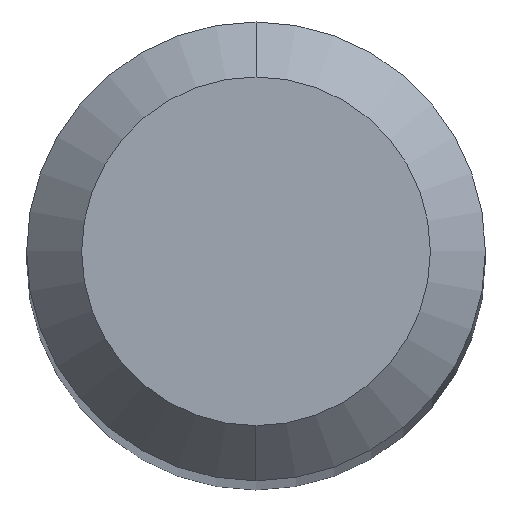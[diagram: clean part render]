
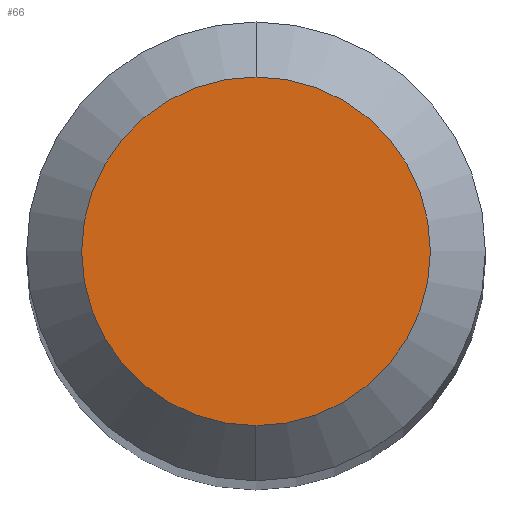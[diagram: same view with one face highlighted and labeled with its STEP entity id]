
A CAD part, top view. The second image highlights one B-rep face of the part: STEP entity #66.
In plain terms, the highlighted planar face has unit normal (0, 0, 1).
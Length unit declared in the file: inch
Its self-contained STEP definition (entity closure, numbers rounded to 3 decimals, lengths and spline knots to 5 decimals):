
#66 = ADVANCED_FACE ( 'NONE', ( #215 ), #559, .F. ) ;
#71 = ORIENTED_EDGE ( 'NONE', *, *, #303, .T. ) ;
#85 = CARTESIAN_POINT ( 'NONE',  ( 0., 0., 0. ) ) ;
#134 = DIRECTION ( 'NONE',  ( 0., 1., 0. ) ) ;
#137 = EDGE_CURVE ( 'NONE', #513, #265, #370, .T. ) ;
#140 = CARTESIAN_POINT ( 'NONE',  ( 0., 0.0475, 0. ) ) ;
#179 = DIRECTION ( 'NONE',  ( 0., 0., -1. ) ) ;
#193 = DIRECTION ( 'NONE',  ( 0., 0., 1. ) ) ;
#205 = CARTESIAN_POINT ( 'NONE',  ( 0., 0., 0. ) ) ;
#215 = FACE_OUTER_BOUND ( 'NONE', #224, .T. ) ;
#224 = EDGE_LOOP ( 'NONE', ( #444, #71 ) ) ;
#242 = CARTESIAN_POINT ( 'NONE',  ( 0., -0.0475, 0. ) ) ;
#265 = VERTEX_POINT ( 'NONE', #242 ) ;
#278 = AXIS2_PLACEMENT_3D ( 'NONE', #477, #179, #134 ) ;
#303 = EDGE_CURVE ( 'NONE', #265, #513, #557, .T. ) ;
#345 = AXIS2_PLACEMENT_3D ( 'NONE', #205, #374, #549 ) ;
#370 = CIRCLE ( 'NONE', #502, 0.0475 ) ;
#374 = DIRECTION ( 'NONE',  ( 0., 0., 1. ) ) ;
#444 = ORIENTED_EDGE ( 'NONE', *, *, #137, .T. ) ;
#477 = CARTESIAN_POINT ( 'NONE',  ( 0., 0.0475, 0. ) ) ;
#502 = AXIS2_PLACEMENT_3D ( 'NONE', #85, #193, #540 ) ;
#513 = VERTEX_POINT ( 'NONE', #140 ) ;
#540 = DIRECTION ( 'NONE',  ( 0., -1., 0. ) ) ;
#549 = DIRECTION ( 'NONE',  ( 0., -1., 0. ) ) ;
#557 = CIRCLE ( 'NONE', #345, 0.0475 ) ;
#559 = PLANE ( 'NONE',  #278 ) ;
